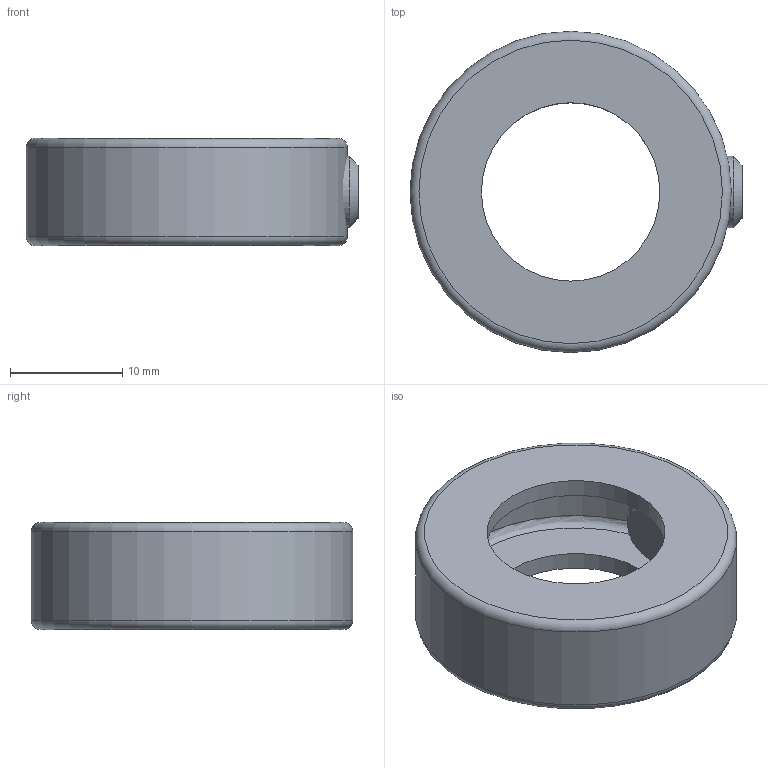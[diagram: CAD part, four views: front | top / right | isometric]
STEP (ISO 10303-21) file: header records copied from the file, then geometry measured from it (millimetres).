
FILE_DESCRIPTION(/* description */ (''),/* implementation_level */ '2;1');
FILE_NAME(/* name */ 'MISC_ShaftCollar_SC10.iam.step',/* time_stamp */ '2014-01-07T11:30:06-08:00',/* author */ ('Autodesk Inc.'),/* organization */ ('Autodesk Inc.'),/* preprocessor_version */ 'ST-DEVELOPER v15.2',/* originating_system */ 'Autodesk Inventor 2014',/* authorisation */ '');
FILE_SCHEMA (('AUTOMOTIVE_DESIGN { 1 0 10303 214 3 1 1 }'));
Length unit declared in the file: inch
Products named in the file (3): MISC_ShaftCollar_SC10; ANSI B18.3 - 1_4-20 UNC - 0.25(24)
Bounding box: 29.53 x 28.57 x 9.53 mm (x, y, z)
Volume: 2387.3 mm3; surface area: 3101.3 mm2
Topology: 2 solids, 2 shells, 25 faces, 59 edges, 38 vertices
Faces by surface type: plane 12, cylinder 6, torus 4, cone 3
Full cylindrical faces by diameter (mm): 4.978 x1, 6.35 x1, 15.875 x2, 28.575 x1
Entity records: 769 total; most frequent: CARTESIAN_POINT 226, DIRECTION 104, ORIENTED_EDGE 80, AXIS2_PLACEMENT_3D 46, EDGE_LOOP 42, EDGE_CURVE 40, VERTEX_POINT 32, ADVANCED_FACE 25
